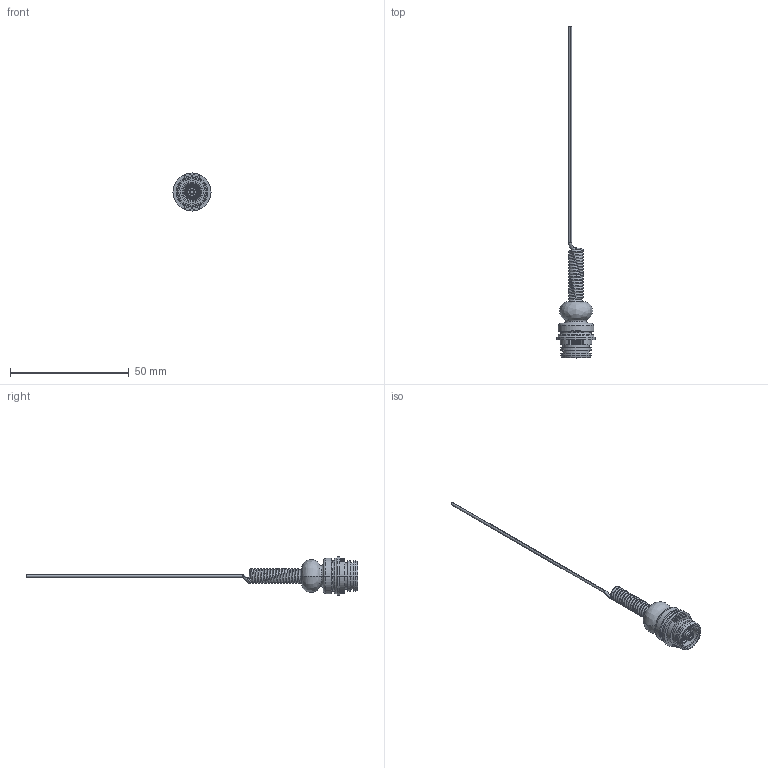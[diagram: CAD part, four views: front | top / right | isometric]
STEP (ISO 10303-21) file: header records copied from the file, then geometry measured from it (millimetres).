
FILE_DESCRIPTION(('STEP AP242'),'1');
FILE_NAME('switch_zce06.stp','2021-07-06T06:12:00',('TraceParts'),('TraceParts S.A.'),'Spatial InterOp 3D',' ',' ');
FILE_SCHEMA(('AP242_MANAGED_MODEL_BASED_3D_ENGINEERING_MIM_LF {1 0 10303 442 1 1 4}'));
Length unit declared in the file: millimetre
Products named in the file (1): switch_zce06_1
Bounding box: 16 x 139.75 x 16 mm (x, y, z)
Volume: 2746 mm3; surface area: 6353.1 mm2
Topology: 8 solids, 8 shells, 359 faces, 849 edges, 537 vertices
Faces by surface type: cylinder 134, torus 108, plane 63, cone 28, bspline 26
Entity records: 17478 total; most frequent: CARTESIAN_POINT 8801, DIRECTION 2058, ORIENTED_EDGE 1698, AXIS2_PLACEMENT_3D 921, EDGE_CURVE 849, CIRCLE 580, VERTEX_POINT 537, EDGE_LOOP 394
